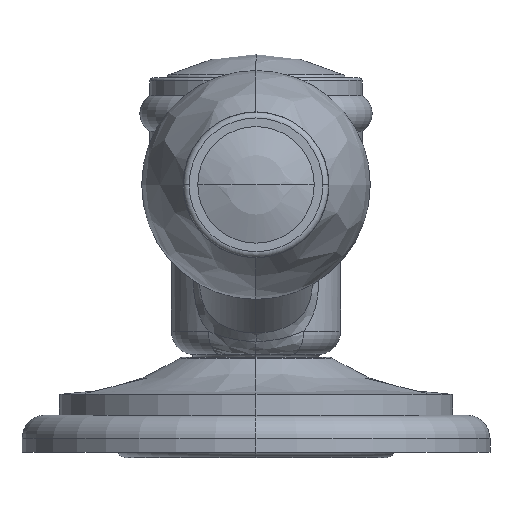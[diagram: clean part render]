
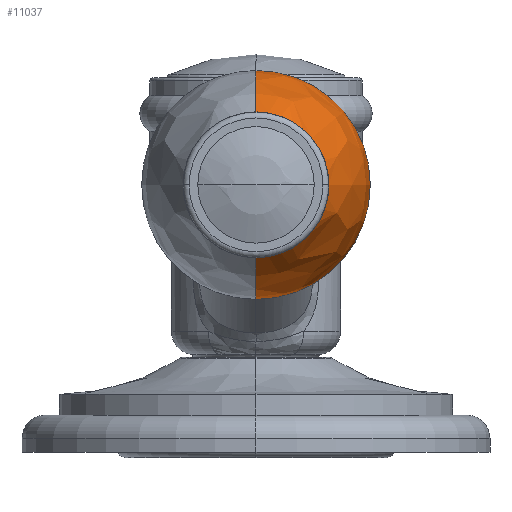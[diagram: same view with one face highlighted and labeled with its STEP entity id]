
A CAD part, left-side view. The second image highlights one B-rep face of the part: STEP entity #11037.
In plain terms, the highlighted free-form (B-spline) face has degree [3, 3] with [7, 4] control points.
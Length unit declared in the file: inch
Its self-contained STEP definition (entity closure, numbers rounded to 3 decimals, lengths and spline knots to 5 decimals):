
#10783=CARTESIAN_POINT('',(-2.541,0.,1.18716));
#10784=DIRECTION('',(1.,0.,0.));
#10785=DIRECTION('',(0.,0.,1.));
#10786=AXIS2_PLACEMENT_3D('',#10783,#10784,#10785);
#10788=CARTESIAN_POINT('',(-3.03,0.,1.18716));
#10789=DIRECTION('',(-1.,0.,0.));
#10790=DIRECTION('',(0.,0.,-1.));
#10791=AXIS2_PLACEMENT_3D('',#10788,#10789,#10790);
#10793=CARTESIAN_POINT('',(-2.55618,0.,0.69705));
#10794=DIRECTION('',(0.,-1.,0.));
#10795=DIRECTION('',(0.017,0.,1.));
#10796=AXIS2_PLACEMENT_3D('',#10793,#10794,#10795);
#10803=CARTESIAN_POINT('',(-2.55618,0.,1.67727));
#10804=DIRECTION('',(0.,1.,0.));
#10805=DIRECTION('',(0.017,0.,-1.));
#10806=AXIS2_PLACEMENT_3D('',#10803,#10804,#10805);
#10821=CARTESIAN_POINT('',(-2.541,0.,1.57192));
#10822=VERTEX_POINT('',#10821);
#10823=CARTESIAN_POINT('',(-3.03,0.,1.43266));
#10824=VERTEX_POINT('',#10823);
#10833=CARTESIAN_POINT('',(-2.541,0.,0.8024));
#10834=VERTEX_POINT('',#10833);
#10835=CARTESIAN_POINT('',(-3.03,0.,0.94166));
#10836=VERTEX_POINT('',#10835);
#10999=CARTESIAN_POINT('',(-3.03864,0.01506,
1.42655));
#11000=CARTESIAN_POINT('',(-2.88706,0.02135,
1.52654));
#11001=CARTESIAN_POINT('',(-2.71231,0.02448,
1.5762));
#11002=CARTESIAN_POINT('',(-2.53069,0.02414,
1.57092));
#11003=CARTESIAN_POINT('',(-3.03864,-0.13226,
1.43582));
#11004=CARTESIAN_POINT('',(-2.88706,-0.1875,
1.53968));
#11005=CARTESIAN_POINT('',(-2.71231,-0.21494,
1.59127));
#11006=CARTESIAN_POINT('',(-2.53069,-0.21202,
1.58578));
#11007=CARTESIAN_POINT('',(-3.03864,-0.23986,
1.33477));
#11008=CARTESIAN_POINT('',(-2.88706,-0.34005,
1.39642));
#11009=CARTESIAN_POINT('',(-2.71231,-0.38981,
1.42705));
#11010=CARTESIAN_POINT('',(-2.53069,-0.38452,
1.42379));
#11011=CARTESIAN_POINT('',(-3.03864,-0.23986,
1.18716));
#11012=CARTESIAN_POINT('',(-2.88706,-0.34005,
1.18716));
#11013=CARTESIAN_POINT('',(-2.71231,-0.38981,
1.18716));
#11014=CARTESIAN_POINT('',(-2.53069,-0.38452,
1.18716));
#11015=CARTESIAN_POINT('',(-3.03864,-0.23986,
1.03955));
#11016=CARTESIAN_POINT('',(-2.88706,-0.34005,
0.97789));
#11017=CARTESIAN_POINT('',(-2.71231,-0.38981,
0.94727));
#11018=CARTESIAN_POINT('',(-2.53069,-0.38452,
0.95052));
#11019=CARTESIAN_POINT('',(-3.03864,-0.13226,
0.9385));
#11020=CARTESIAN_POINT('',(-2.88706,-0.1875,
0.83464));
#11021=CARTESIAN_POINT('',(-2.71231,-0.21494,
0.78305));
#11022=CARTESIAN_POINT('',(-2.53069,-0.21202,
0.78854));
#11023=CARTESIAN_POINT('',(-3.03864,0.01506,
0.94777));
#11024=CARTESIAN_POINT('',(-2.88706,0.02135,
0.84778));
#11025=CARTESIAN_POINT('',(-2.71231,0.02448,
0.79811));
#11026=CARTESIAN_POINT('',(-2.53069,0.02414,
0.8034));
#11027=(BOUNDED_SURFACE()B_SPLINE_SURFACE(3,3,((#10999,#11000,#11001,#11002),(
#11003,#11004,#11005,#11006),(#11007,#11008,#11009,#11010),(#11011,#11012,
#11013,#11014),(#11015,#11016,#11017,#11018),(#11019,#11020,#11021,#11022),(
#11023,#11024,#11025,#11026)),.UNSPECIFIED.,.F.,.F.,.F.)B_SPLINE_SURFACE_WITH_KNOTS((4,3,4),(4,4),(0.,1.,2.),(0.,1.),.UNSPECIFIED.)GEOMETRIC_REPRESENTATION_ITEM()RATIONAL_B_SPLINE_SURFACE(((1.216,1.178,
1.178,1.216),(0.96,0.93,
0.93,0.96),(0.96,0.93,
0.93,0.96),(1.216,1.178,
1.178,1.216),(0.96,0.93,
0.93,0.96),(0.96,0.93,
0.93,0.96),(1.216,1.178,
1.178,1.216)))REPRESENTATION_ITEM('')SURFACE());
#11029=ORIENTED_EDGE('',*,*,#11028,.F.);
#11030=ORIENTED_EDGE('',*,*,#10994,.T.);
#11032=ORIENTED_EDGE('',*,*,#11031,.T.);
#11034=ORIENTED_EDGE('',*,*,#11033,.T.);
#11035=EDGE_LOOP('',(#11029,#11030,#11032,#11034));
#11036=FACE_OUTER_BOUND('',#11035,.F.);
#11037=ADVANCED_FACE('',(#11036),#11027,.T.);
#10787=CIRCLE('',#10786,0.38476);
#10792=CIRCLE('',#10791,0.2455);
#10797=CIRCLE('',#10796,0.875);
#10807=CIRCLE('',#10806,0.875);
#10994=EDGE_CURVE('',#10822,#10834,#10787,.T.);
#11028=EDGE_CURVE('',#10822,#10824,#10797,.T.);
#11031=EDGE_CURVE('',#10834,#10836,#10807,.T.);
#11033=EDGE_CURVE('',#10836,#10824,#10792,.T.);
